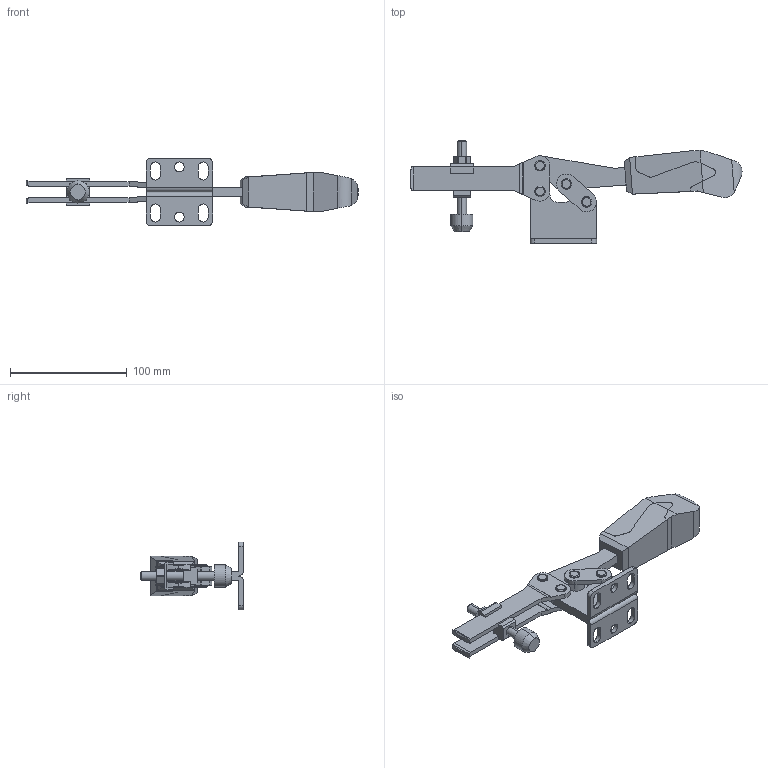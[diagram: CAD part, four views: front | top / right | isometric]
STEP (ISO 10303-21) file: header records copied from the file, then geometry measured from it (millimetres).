
FILE_DESCRIPTION(('STEP AP214'),'1');
FILE_NAME('HALDERN_EH_23330_1005.stp','2019-11-14T12:13:40',('TraceParts'),('TraceParts S.A.'),'Spatial InterOp 3D',' ',' ');
FILE_SCHEMA(('AUTOMOTIVE_DESIGN { 1 0 10303 214 1 1 1 1 }'));
Length unit declared in the file: millimetre
Products named in the file (1): HALDERN_EH_23330_1005_1
Bounding box: 284.79 x 88 x 58 mm (x, y, z)
Volume: 173616.2 mm3; surface area: 55313.8 mm2
Topology: 7 solids, 8 shells, 320 faces, 835 edges, 548 vertices
Faces by surface type: cylinder 144, plane 144, bspline 16, cone 16
Entity records: 12773 total; most frequent: CARTESIAN_POINT 2312, ORIENTED_EDGE 1670, DIRECTION 1603, EDGE_CURVE 835, AXIS2_PLACEMENT_3D 567, VERTEX_POINT 548, LINE 469, VECTOR 469
